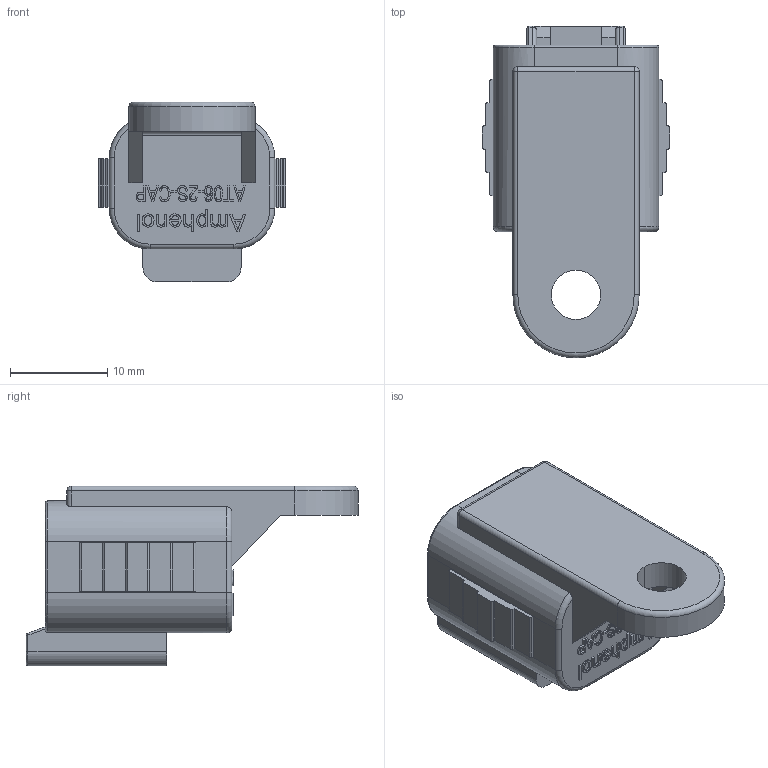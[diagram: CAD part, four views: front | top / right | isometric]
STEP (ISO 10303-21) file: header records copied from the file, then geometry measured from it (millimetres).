
FILE_DESCRIPTION((''),'2;1');
FILE_NAME('AT06-2S-CAP','2018-10-16T',('OrionLi'),(''),'PRO/ENGINEER BY PARAMETRIC TECHNOLOGY CORPORATION, 2016360','PRO/ENGINEER BY PARAMETRIC TECHNOLOGY CORPORATION, 2016360','');
FILE_SCHEMA(('CONFIG_CONTROL_DESIGN'));
Length unit declared in the file: millimetre
Products named in the file (1): AT06-2S-CAP
Bounding box: 19.33 x 34.2 x 18.54 mm (x, y, z)
Volume: 2148.8 mm3; surface area: 3164.8 mm2
Topology: 1 solids, 1 shells, 505 faces, 1365 edges, 892 vertices
Faces by surface type: extrusion 223, plane 201, cylinder 54, torus 15, cone 4, bspline 4, sphere 4
Entity records: 16738 total; most frequent: CARTESIAN_POINT 4872, ORIENTED_EDGE 2730, DIRECTION 1777, EDGE_CURVE 1365, VECTOR 999, VERTEX_POINT 892, LINE 776, B_SPLINE_CURVE_WITH_KNOTS 701
